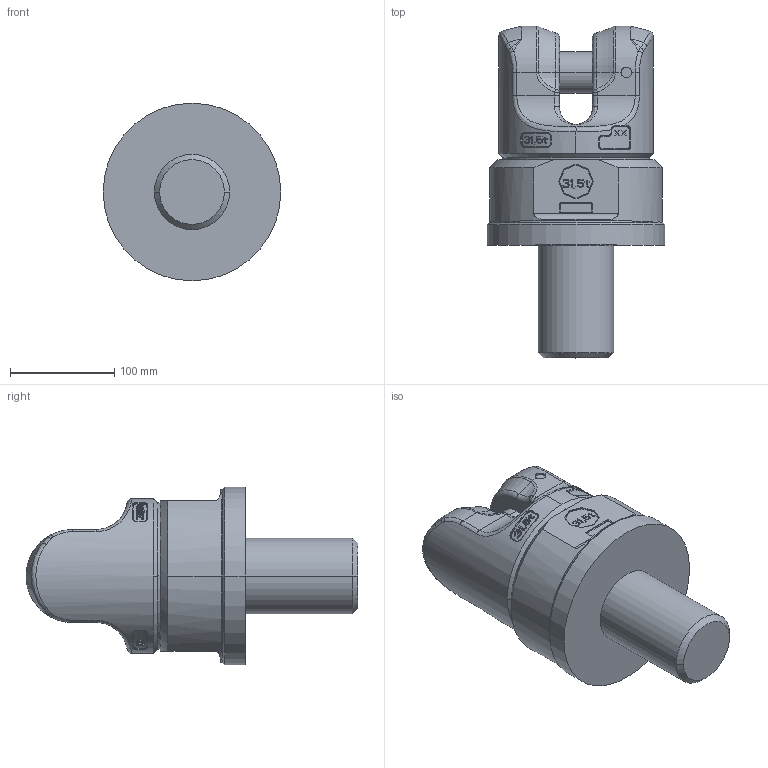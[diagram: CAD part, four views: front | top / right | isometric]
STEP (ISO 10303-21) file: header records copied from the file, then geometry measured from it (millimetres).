
FILE_DESCRIPTION((''),'2;1');
FILE_NAME('001-M34294-P-10_ASM','2013-04-24T',('Andreas.Wendler'),(''),'PRO/ENGINEER BY PARAMETRIC TECHNOLOGY CORPORATION, 2010140','PRO/ENGINEER BY PARAMETRIC TECHNOLOGY CORPORATION, 2010140','');
FILE_SCHEMA(('CONFIG_CONTROL_DESIGN'));
Length unit declared in the file: millimetre
Products named in the file (4): 001-M34294-P-5; 001-M33405-P-6; 001-M31527-V08; 001-M34294-P-10_ASM
Assembly tree (3 placements, depth 2):
  001-M34294-P-10_ASM
    001-M34294-P-5
    001-M33405-P-6
    001-M31527-V08
Bounding box: 170 x 317.8 x 170 mm (x, y, z)
Volume: 3533900.4 mm3; surface area: 211937.2 mm2
Topology: 3 solids, 3 shells, 1133 faces, 3060 edges, 1978 vertices
Faces by surface type: plane 861, cylinder 125, bspline 81, torus 50, cone 12, sphere 4
Entity records: 40707 total; most frequent: CARTESIAN_POINT 13341, ORIENTED_EDGE 6120, DIRECTION 4983, EDGE_CURVE 3060, VECTOR 2057, LINE 2057, VERTEX_POINT 1978, AXIS2_PLACEMENT_3D 1463
